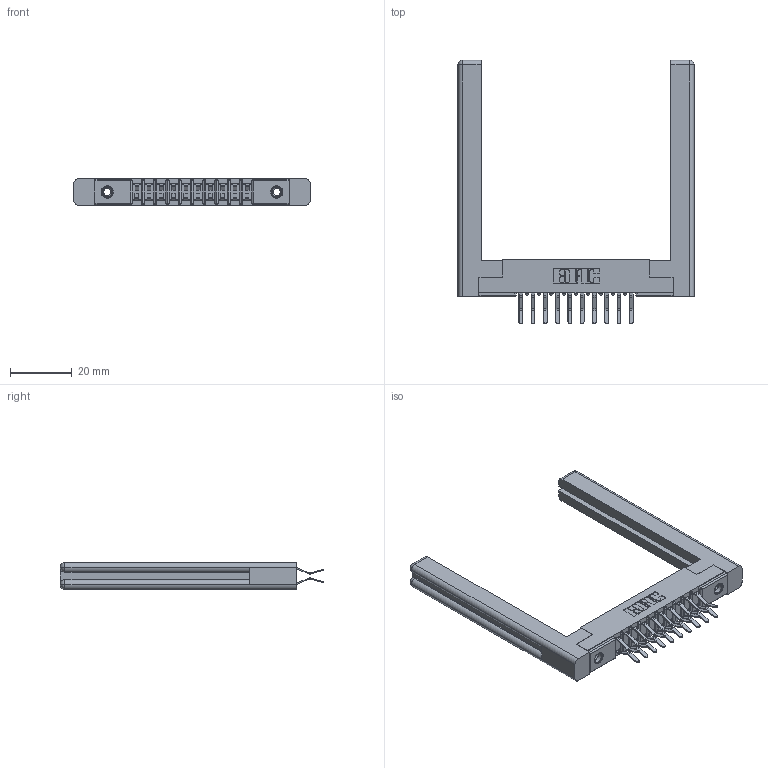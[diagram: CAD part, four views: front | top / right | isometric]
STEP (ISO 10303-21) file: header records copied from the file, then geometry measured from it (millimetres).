
FILE_DESCRIPTION (( 'STEP AP203' ), '1' );
FILE_NAME ('357-020-460-258.STEP', '2020-10-02T22:47:16', ( '' ), ( '' ), 'SwSTEP 2.0', 'SolidWorks 2020', '' );
FILE_SCHEMA (( 'CONFIG_CONTROL_DESIGN' ));
Length unit declared in the file: inch
Products named in the file (5): 307-220-058; 307-290-001_560; 345-250-001_345-250-001-102; 357-020-460-258; 307 Part_.156 Dia Mounting Holes
Assembly tree (25 placements, depth 2):
  357-020-460-258
    307 Part_.156 Dia Mounting Holes
    307-290-001_560  x20
    307-220-058  x2
    345-250-001_345-250-001-102  x2
Bounding box: 76.25 x 85.04 x 8.71 mm (x, y, z)
Volume: 12700.5 mm3; surface area: 13470.9 mm2
Topology: 25 solids, 25 shells, 1271 faces, 3517 edges, 2274 vertices
Faces by surface type: plane 814, cylinder 411, sphere 22, torus 12, cone 12
Entity records: 15575 total; most frequent: CARTESIAN_POINT 2577, DIRECTION 2496, ORIENTED_EDGE 2492, EDGE_CURVE 1246, LINE 938, VECTOR 938, VERTEX_POINT 806, AXIS2_PLACEMENT_3D 779
